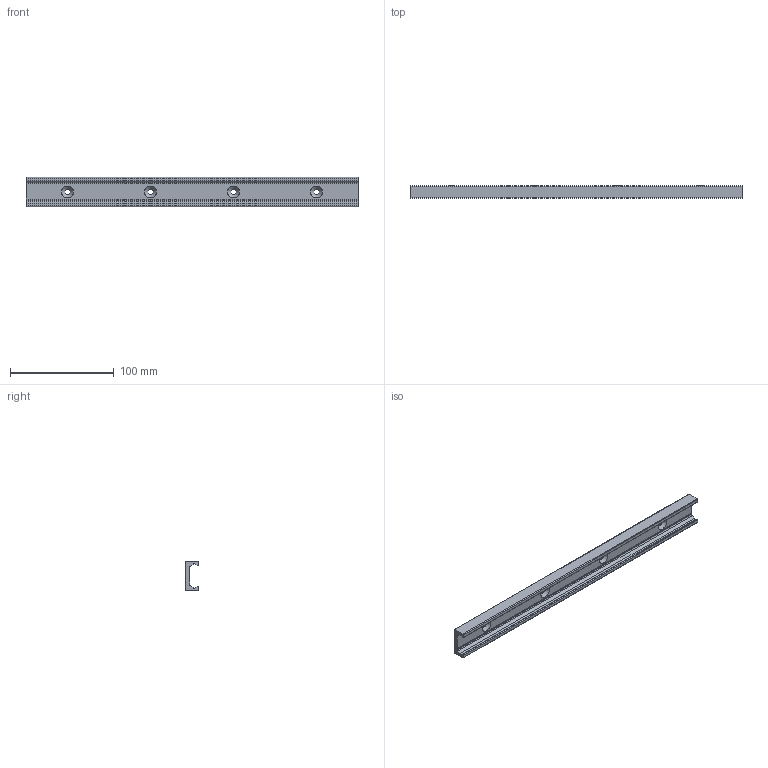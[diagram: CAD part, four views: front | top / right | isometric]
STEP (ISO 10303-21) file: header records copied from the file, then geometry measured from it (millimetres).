
FILE_DESCRIPTION((''),'2;1');
FILE_NAME('LCX 28H-0320.V.stp','2016-04-28T13:16:54',('MRathmann'),(''),'Autodesk Inventor 2012','Autodesk Inventor 2012','');
FILE_SCHEMA(('CONFIG_CONTROL_DESIGN'));
Length unit declared in the file: millimetre
Products named in the file (1): LCX 28H-0320.V
Bounding box: 320 x 12.3 x 28 mm (x, y, z)
Volume: 52002.8 mm3; surface area: 31124.8 mm2
Topology: 1 solids, 1 shells, 32 faces, 86 edges, 56 vertices
Faces by surface type: cylinder 15, plane 13, cone 4
Full cylindrical faces by diameter (mm): 5.5 x4
Entity records: 1014 total; most frequent: DIRECTION 178, CARTESIAN_POINT 167, ORIENTED_EDGE 156, EDGE_CURVE 78, AXIS2_PLACEMENT_3D 67, VERTEX_POINT 56, EDGE_LOOP 48, VECTOR 44
